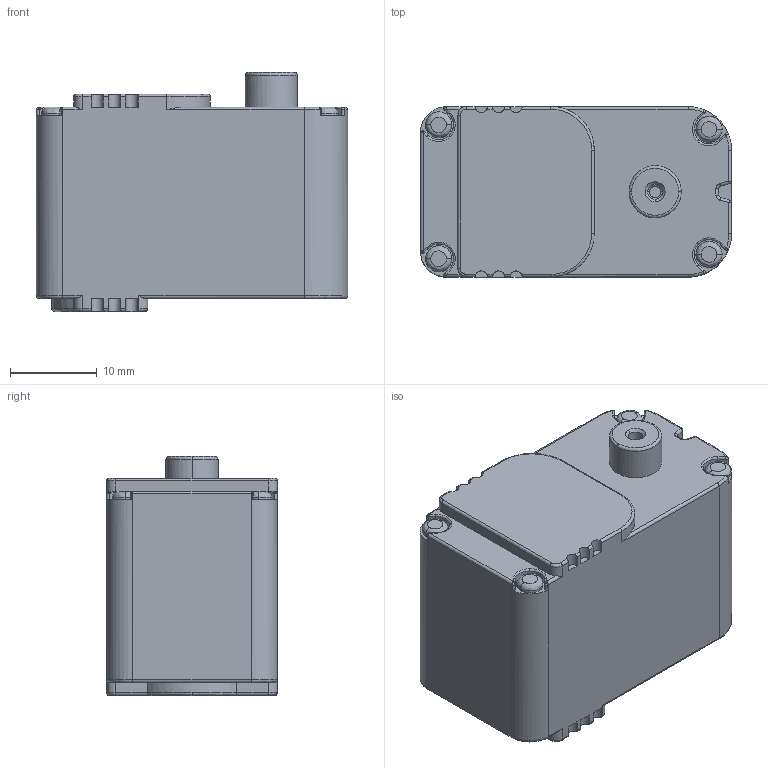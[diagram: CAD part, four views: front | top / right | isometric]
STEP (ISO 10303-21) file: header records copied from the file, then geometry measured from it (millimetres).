
FILE_DESCRIPTION (( 'STEP AP203' ), '1' );
FILE_NAME ('RS30x.STEP', '2009-09-24T00:11:06', ( 'cada3' ), ( '双葉電子工業（株）' ), 'SwSTEP 2.0', 'SolidWorks 2008', '' );
FILE_SCHEMA (( 'CONFIG_CONTROL_DESIGN' ));
Length unit declared in the file: millimetre
Products named in the file (1): RS30x
Bounding box: 35.8 x 19.6 x 27.5 mm (x, y, z)
Volume: 15863.8 mm3; surface area: 4029.7 mm2
Topology: 1 solids, 1 shells, 254 faces, 666 edges, 424 vertices
Faces by surface type: cylinder 98, bspline 96, plane 58, cone 2
Entity records: 12653 total; most frequent: CARTESIAN_POINT 7268, ORIENTED_EDGE 1330, DIRECTION 805, EDGE_CURVE 665, VERTEX_POINT 424, AXIS2_PLACEMENT_3D 279, EDGE_LOOP 265, ADVANCED_FACE 254
